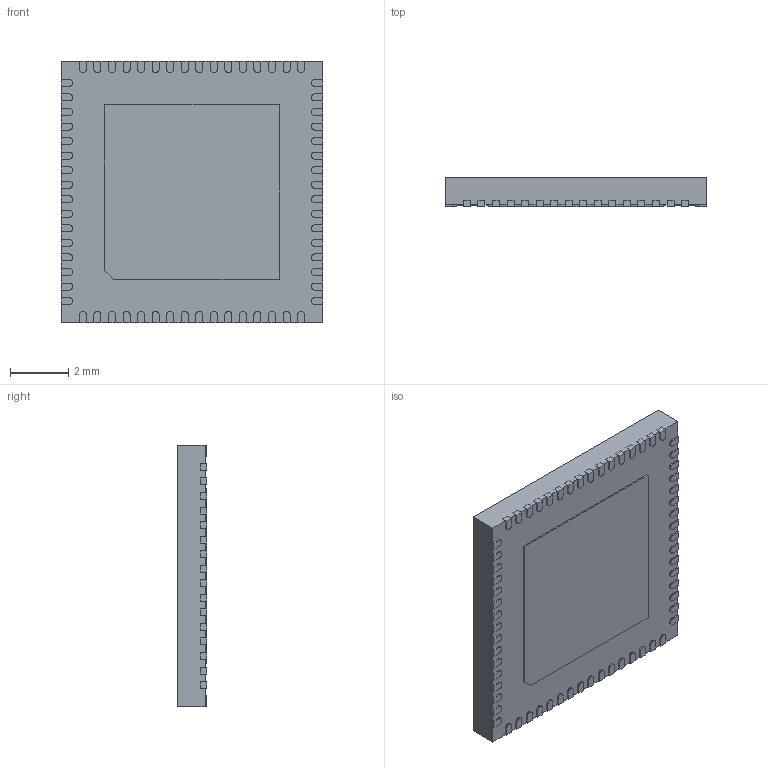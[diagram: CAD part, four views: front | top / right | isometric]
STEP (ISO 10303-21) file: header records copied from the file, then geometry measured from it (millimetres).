
FILE_DESCRIPTION (( 'STEP AP214' ), '1' );
FILE_NAME ('M430FR5989SRGCREP.STEP', '2022-10-19T14:58:49', ( '' ), ( '' ), 'SwSTEP 2.0', 'SolidWorks 2017', '' );
FILE_SCHEMA (( 'AUTOMOTIVE_DESIGN' ));
Length unit declared in the file: millimetre
Products named in the file (1): M430FR5989SRGCREP
Bounding box: 9 x 1 x 9 mm (x, y, z)
Volume: 79 mm3; surface area: 310.4 mm2
Topology: 67 solids, 67 shells, 698 faces, 1686 edges, 1124 vertices
Faces by surface type: plane 534, cylinder 164
Entity records: 20866 total; most frequent: CARTESIAN_POINT 3509, DIRECTION 3412, ORIENTED_EDGE 3372, EDGE_CURVE 1686, LINE 1358, VECTOR 1358, VERTEX_POINT 1124, AXIS2_PLACEMENT_3D 1027
